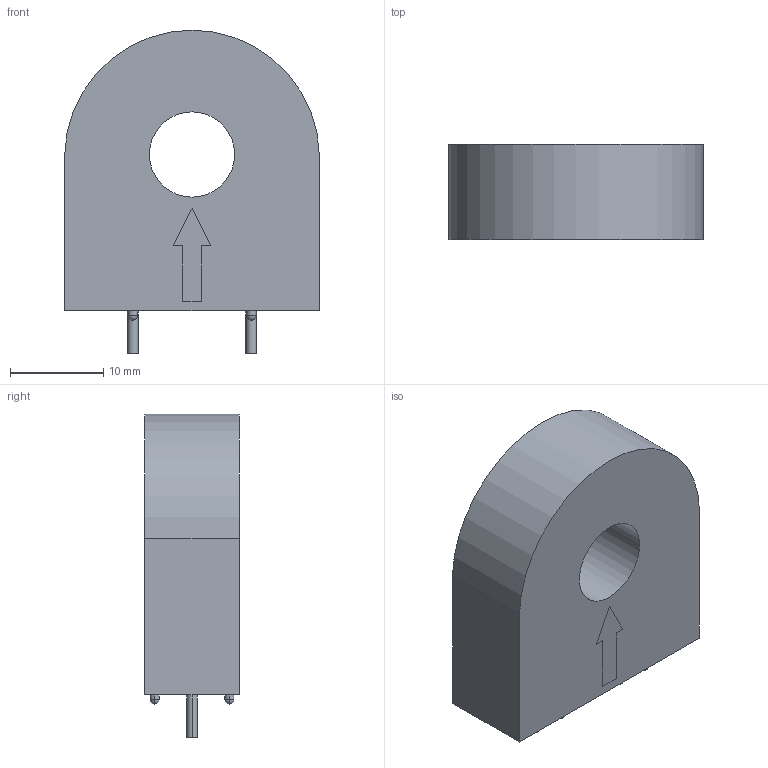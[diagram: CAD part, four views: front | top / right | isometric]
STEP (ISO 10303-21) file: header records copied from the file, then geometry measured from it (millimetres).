
FILE_DESCRIPTION((''),'2;1');
FILE_NAME('XFMR_TRIAD_CST206-1A.stp','2012-05-22T16:47:55',(''),(''),'Mechanical Desktop 2011','Mechanical Desktop 2011',', , ');
FILE_SCHEMA(('AUTOMOTIVE_DESIGN { 1 2 10303 214 1 1 1 1 }'));
Length unit declared in the file: millimetre
Products named in the file (1): Product
Bounding box: 27.3 x 10.16 x 34.72 mm (x, y, z)
Volume: 6887.1 mm3; surface area: 2810.7 mm2
Topology: 8 solids, 8 shells, 53 faces, 112 edges, 68 vertices
Faces by surface type: plane 30, cylinder 15, sphere 8
Entity records: 1420 total; most frequent: DIRECTION 250, CARTESIAN_POINT 226, ORIENTED_EDGE 208, EDGE_CURVE 104, AXIS2_PLACEMENT_3D 92, VERTEX_POINT 68, VECTOR 66, LINE 66
